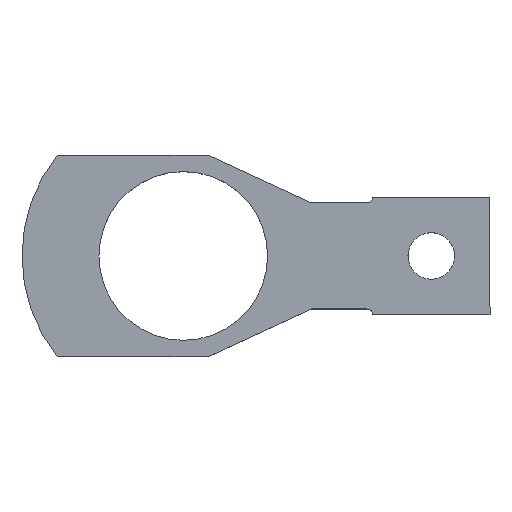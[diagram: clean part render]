
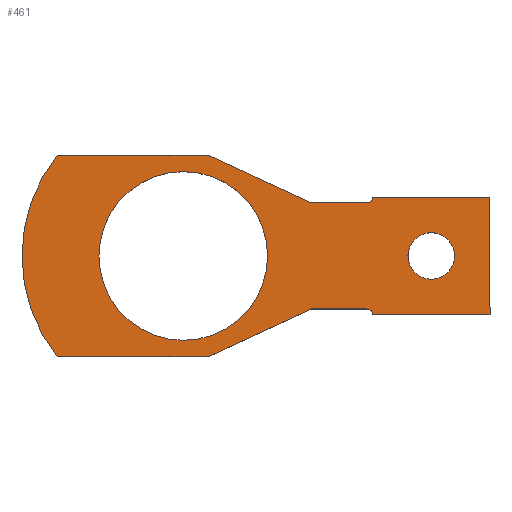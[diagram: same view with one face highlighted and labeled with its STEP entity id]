
A CAD part, top view. The second image highlights one B-rep face of the part: STEP entity #461.
In plain terms, the highlighted planar face has unit normal (0, 0, 1).
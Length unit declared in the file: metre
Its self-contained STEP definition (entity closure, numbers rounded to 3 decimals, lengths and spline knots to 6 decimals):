
#2 = DIRECTION ( 'NONE',  ( 0., 0., 1. ) ) ;
#21 = CARTESIAN_POINT ( 'NONE',  ( 0.258064, 0.079883, 0.05 ) ) ;
#23 = VERTEX_POINT ( 'NONE', #664 ) ;
#25 = AXIS2_PLACEMENT_3D ( 'NONE', #158, #443, #61 ) ;
#26 = VERTEX_POINT ( 'NONE', #117 ) ;
#29 = EDGE_CURVE ( 'NONE', #359, #23, #298, .T. ) ;
#38 = CARTESIAN_POINT ( 'NONE',  ( 0.258064, -0.080137, 0.05 ) ) ;
#39 = EDGE_CURVE ( 'NONE', #74, #377, #309, .T. ) ;
#46 = LINE ( 'NONE', #38, #351 ) ;
#52 = VERTEX_POINT ( 'NONE', #155 ) ;
#58 = VECTOR ( 'NONE', #584, 1. ) ;
#60 = AXIS2_PLACEMENT_3D ( 'NONE', #424, #94, #645 ) ;
#61 = DIRECTION ( 'NONE',  ( 0., 1., 0. ) ) ;
#74 = VERTEX_POINT ( 'NONE', #607 ) ;
#79 = CARTESIAN_POINT ( 'NONE',  ( 0.258064, -0.080137, 0.05 ) ) ;
#87 = ORIENTED_EDGE ( 'NONE', *, *, #641, .F. ) ;
#88 = LINE ( 'NONE', #545, #609 ) ;
#91 = CARTESIAN_POINT ( 'NONE',  ( 0.418338, -0.080137, 0.05 ) ) ;
#92 = LINE ( 'NONE', #399, #710 ) ;
#94 = DIRECTION ( 'NONE',  ( 0., 0., 1. ) ) ;
#103 = ORIENTED_EDGE ( 'NONE', *, *, #274, .T. ) ;
#106 = LINE ( 'NONE', #341, #649 ) ;
#108 = CARTESIAN_POINT ( 'NONE',  ( 0., 0., 0.05 ) ) ;
#115 = ORIENTED_EDGE ( 'NONE', *, *, #410, .T. ) ;
#117 = CARTESIAN_POINT ( 'NONE',  ( -0.17176, -0.137414, 0.05 ) ) ;
#132 = LINE ( 'NONE', #177, #58 ) ;
#136 = EDGE_CURVE ( 'NONE', #679, #557, #472, .T. ) ;
#139 = LINE ( 'NONE', #264, #448 ) ;
#145 = DIRECTION ( 'NONE',  ( -1., 0., 0. ) ) ;
#146 = CARTESIAN_POINT ( 'NONE',  ( 0.338201, 0., 0.05 ) ) ;
#155 = CARTESIAN_POINT ( 'NONE',  ( 0.338201, 0.03175, 0.05 ) ) ;
#158 = CARTESIAN_POINT ( 'NONE',  ( 0., 0., 0.05 ) ) ;
#174 = ORIENTED_EDGE ( 'NONE', *, *, #665, .F. ) ;
#177 = CARTESIAN_POINT ( 'NONE',  ( 0.418338, -0.080137, 0.05 ) ) ;
#179 = ORIENTED_EDGE ( 'NONE', *, *, #233, .T. ) ;
#182 = AXIS2_PLACEMENT_3D ( 'NONE', #273, #659, #604 ) ;
#186 = ORIENTED_EDGE ( 'NONE', *, *, #302, .T. ) ;
#188 = DIRECTION ( 'NONE',  ( 0., 1., 0. ) ) ;
#198 = CIRCLE ( 'NONE', #653, 0.03175 ) ;
#200 = DIRECTION ( 'NONE',  ( 0., 1., 0. ) ) ;
#204 = ORIENTED_EDGE ( 'NONE', *, *, #289, .F. ) ;
#206 = CARTESIAN_POINT ( 'NONE',  ( 0.258064, 0.080137, 0.05 ) ) ;
#216 = VERTEX_POINT ( 'NONE', #559 ) ;
#217 = CARTESIAN_POINT ( 'NONE',  ( 0.258064, -0.080137, 0.05 ) ) ;
#224 = VERTEX_POINT ( 'NONE', #626 ) ;
#228 = DIRECTION ( 'NONE',  ( 0., 0., 1. ) ) ;
#232 = VECTOR ( 'NONE', #567, 1. ) ;
#233 = EDGE_CURVE ( 'NONE', #371, #224, #92, .T. ) ;
#238 = ORIENTED_EDGE ( 'NONE', *, *, #435, .T. ) ;
#241 = DIRECTION ( 'NONE',  ( 1., 0., 0. ) ) ;
#250 = CARTESIAN_POINT ( 'NONE',  ( 0., 0., 0.05 ) ) ;
#253 = LINE ( 'NONE', #434, #464 ) ;
#254 = ORIENTED_EDGE ( 'NONE', *, *, #136, .F. ) ;
#260 = CARTESIAN_POINT ( 'NONE',  ( 0.250444, 0.072263, 0.05 ) ) ;
#263 = EDGE_CURVE ( 'NONE', #52, #216, #198, .T. ) ;
#264 = CARTESIAN_POINT ( 'NONE',  ( -0.17176, 0.137414, 0.05 ) ) ;
#273 = CARTESIAN_POINT ( 'NONE',  ( 0.250444, -0.079883, 0.05 ) ) ;
#274 = EDGE_CURVE ( 'NONE', #295, #437, #358, .T. ) ;
#281 = VERTEX_POINT ( 'NONE', #597 ) ;
#285 = DIRECTION ( 'NONE',  ( 0., 1., 0. ) ) ;
#288 = DIRECTION ( 'NONE',  ( 1., 0., 0. ) ) ;
#289 = EDGE_CURVE ( 'NONE', #450, #634, #616, .T. ) ;
#295 = VERTEX_POINT ( 'NONE', #79 ) ;
#296 = CIRCLE ( 'NONE', #529, 0.00762 ) ;
#298 = CIRCLE ( 'NONE', #182, 0.00762 ) ;
#302 = EDGE_CURVE ( 'NONE', #26, #371, #106, .T. ) ;
#308 = PLANE ( 'NONE',  #60 ) ;
#309 = CIRCLE ( 'NONE', #25, 0.115062 ) ;
#315 = EDGE_LOOP ( 'NONE', ( #631, #238, #186, #179, #606, #595, #382, #103, #115, #174, #204, #568, #254, #699 ) ) ;
#319 = DIRECTION ( 'NONE',  ( 1., 0., 0. ) ) ;
#335 = VECTOR ( 'NONE', #241, 1. ) ;
#341 = CARTESIAN_POINT ( 'NONE',  ( -0.17176, -0.137414, 0.05 ) ) ;
#343 = VECTOR ( 'NONE', #397, 1. ) ;
#345 = EDGE_LOOP ( 'NONE', ( #451, #701 ) ) ;
#351 = VECTOR ( 'NONE', #432, 1. ) ;
#352 = EDGE_CURVE ( 'NONE', #557, #450, #296, .T. ) ;
#358 = LINE ( 'NONE', #217, #335 ) ;
#359 = VERTEX_POINT ( 'NONE', #698 ) ;
#360 = CARTESIAN_POINT ( 'NONE',  ( 0.03398, -0.137414, 0.05 ) ) ;
#366 = DIRECTION ( 'NONE',  ( 0., 0., 1. ) ) ;
#371 = VERTEX_POINT ( 'NONE', #360 ) ;
#373 = VERTEX_POINT ( 'NONE', #415 ) ;
#377 = VERTEX_POINT ( 'NONE', #420 ) ;
#380 = CIRCLE ( 'NONE', #695, 0.115062 ) ;
#381 = VERTEX_POINT ( 'NONE', #414 ) ;
#382 = ORIENTED_EDGE ( 'NONE', *, *, #486, .F. ) ;
#387 = DIRECTION ( 'NONE',  ( 0., 1., 0. ) ) ;
#397 = DIRECTION ( 'NONE',  ( 0.908, -0.418, 0. ) ) ;
#399 = CARTESIAN_POINT ( 'NONE',  ( 0.03398, -0.137414, 0.05 ) ) ;
#410 = EDGE_CURVE ( 'NONE', #437, #381, #132, .T. ) ;
#412 = CARTESIAN_POINT ( 'NONE',  ( 0.338201, 0., 0.05 ) ) ;
#414 = CARTESIAN_POINT ( 'NONE',  ( 0.418338, 0.080137, 0.05 ) ) ;
#415 = CARTESIAN_POINT ( 'NONE',  ( -0.17176, 0.137414, 0.05 ) ) ;
#418 = ORIENTED_EDGE ( 'NONE', *, *, #39, .F. ) ;
#420 = CARTESIAN_POINT ( 'NONE',  ( 0., -0.115062, 0.05 ) ) ;
#424 = CARTESIAN_POINT ( 'NONE',  ( 0.250444, 0.079883, 0.05 ) ) ;
#428 = FACE_OUTER_BOUND ( 'NONE', #315, .T. ) ;
#429 = VECTOR ( 'NONE', #455, 1. ) ;
#432 = DIRECTION ( 'NONE',  ( 0., 1., 0. ) ) ;
#434 = CARTESIAN_POINT ( 'NONE',  ( 0.250444, -0.072263, 0.05 ) ) ;
#435 = EDGE_CURVE ( 'NONE', #373, #26, #562, .T. ) ;
#437 = VERTEX_POINT ( 'NONE', #91 ) ;
#443 = DIRECTION ( 'NONE',  ( 0., 0., 1. ) ) ;
#448 = VECTOR ( 'NONE', #656, 1. ) ;
#450 = VERTEX_POINT ( 'NONE', #586 ) ;
#451 = ORIENTED_EDGE ( 'NONE', *, *, #517, .F. ) ;
#453 = CARTESIAN_POINT ( 'NONE',  ( 0.03398, 0.137414, 0.05 ) ) ;
#455 = DIRECTION ( 'NONE',  ( 1., 0., 0. ) ) ;
#461 = ADVANCED_FACE ( 'NONE', ( #697, #428, #646 ), #308, .T. ) ;
#464 = VECTOR ( 'NONE', #145, 1. ) ;
#472 = LINE ( 'NONE', #503, #429 ) ;
#486 = EDGE_CURVE ( 'NONE', #295, #23, #46, .T. ) ;
#503 = CARTESIAN_POINT ( 'NONE',  ( 0.175396, 0.072263, 0.05 ) ) ;
#506 = EDGE_CURVE ( 'NONE', #359, #224, #253, .T. ) ;
#517 = EDGE_CURVE ( 'NONE', #216, #52, #707, .T. ) ;
#528 = DIRECTION ( 'NONE',  ( 0., 1., 0. ) ) ;
#529 = AXIS2_PLACEMENT_3D ( 'NONE', #576, #366, #528 ) ;
#539 = DIRECTION ( 'NONE',  ( 0., 0., 1. ) ) ;
#545 = CARTESIAN_POINT ( 'NONE',  ( 0.258064, 0.080137, 0.05 ) ) ;
#554 = CARTESIAN_POINT ( 'NONE',  ( 0.175396, 0.072263, 0.05 ) ) ;
#555 = EDGE_LOOP ( 'NONE', ( #87, #418 ) ) ;
#557 = VERTEX_POINT ( 'NONE', #260 ) ;
#559 = CARTESIAN_POINT ( 'NONE',  ( 0.338201, -0.03175, 0.05 ) ) ;
#562 = CIRCLE ( 'NONE', #569, 0.219964 ) ;
#567 = DIRECTION ( 'NONE',  ( 0., 1., 0. ) ) ;
#568 = ORIENTED_EDGE ( 'NONE', *, *, #352, .F. ) ;
#569 = AXIS2_PLACEMENT_3D ( 'NONE', #250, #642, #188 ) ;
#576 = CARTESIAN_POINT ( 'NONE',  ( 0.250444, 0.079883, 0.05 ) ) ;
#584 = DIRECTION ( 'NONE',  ( 0., 1., 0. ) ) ;
#586 = CARTESIAN_POINT ( 'NONE',  ( 0.258064, 0.079883, 0.05 ) ) ;
#595 = ORIENTED_EDGE ( 'NONE', *, *, #29, .T. ) ;
#597 = CARTESIAN_POINT ( 'NONE',  ( 0.03398, 0.137414, 0.05 ) ) ;
#604 = DIRECTION ( 'NONE',  ( 0., -1., 0. ) ) ;
#606 = ORIENTED_EDGE ( 'NONE', *, *, #506, .F. ) ;
#607 = CARTESIAN_POINT ( 'NONE',  ( 0., 0.115062, 0.05 ) ) ;
#609 = VECTOR ( 'NONE', #319, 1. ) ;
#616 = LINE ( 'NONE', #21, #232 ) ;
#624 = LINE ( 'NONE', #453, #343 ) ;
#626 = CARTESIAN_POINT ( 'NONE',  ( 0.175396, -0.072263, 0.05 ) ) ;
#628 = EDGE_CURVE ( 'NONE', #373, #281, #139, .T. ) ;
#631 = ORIENTED_EDGE ( 'NONE', *, *, #628, .F. ) ;
#634 = VERTEX_POINT ( 'NONE', #206 ) ;
#641 = EDGE_CURVE ( 'NONE', #377, #74, #380, .T. ) ;
#642 = DIRECTION ( 'NONE',  ( 0., 0., 1. ) ) ;
#645 = DIRECTION ( 'NONE',  ( 0., 1., 0. ) ) ;
#646 = FACE_BOUND ( 'NONE', #555, .T. ) ;
#649 = VECTOR ( 'NONE', #288, 1. ) ;
#653 = AXIS2_PLACEMENT_3D ( 'NONE', #412, #228, #285 ) ;
#656 = DIRECTION ( 'NONE',  ( 1., 0., 0. ) ) ;
#659 = DIRECTION ( 'NONE',  ( 0., 0., -1. ) ) ;
#664 = CARTESIAN_POINT ( 'NONE',  ( 0.258064, -0.079883, 0.05 ) ) ;
#665 = EDGE_CURVE ( 'NONE', #634, #381, #88, .T. ) ;
#676 = DIRECTION ( 'NONE',  ( 0.908, 0.418, 0. ) ) ;
#679 = VERTEX_POINT ( 'NONE', #554 ) ;
#680 = AXIS2_PLACEMENT_3D ( 'NONE', #146, #539, #200 ) ;
#682 = EDGE_CURVE ( 'NONE', #281, #679, #624, .T. ) ;
#695 = AXIS2_PLACEMENT_3D ( 'NONE', #108, #2, #387 ) ;
#697 = FACE_BOUND ( 'NONE', #345, .T. ) ;
#698 = CARTESIAN_POINT ( 'NONE',  ( 0.250444, -0.072263, 0.05 ) ) ;
#699 = ORIENTED_EDGE ( 'NONE', *, *, #682, .F. ) ;
#701 = ORIENTED_EDGE ( 'NONE', *, *, #263, .F. ) ;
#707 = CIRCLE ( 'NONE', #680, 0.03175 ) ;
#710 = VECTOR ( 'NONE', #676, 1. ) ;
